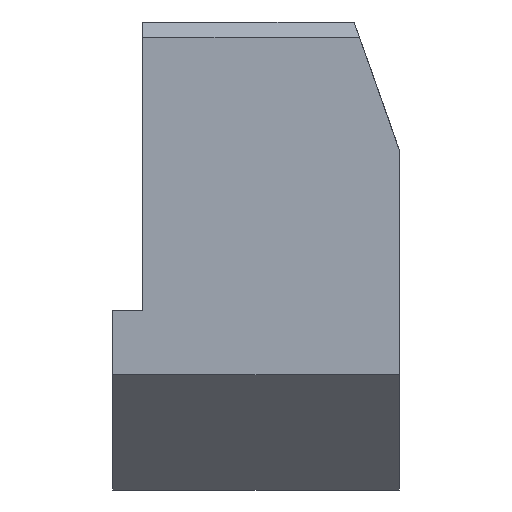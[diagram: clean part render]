
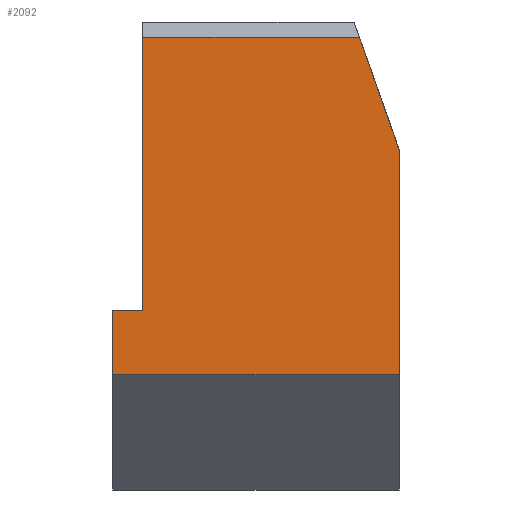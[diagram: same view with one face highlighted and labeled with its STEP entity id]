
A CAD part, left-side view. The second image highlights one B-rep face of the part: STEP entity #2092.
In plain terms, the highlighted planar face has unit normal (-1, 0, 0).
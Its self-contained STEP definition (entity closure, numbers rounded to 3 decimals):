
#156=FACE_OUTER_BOUND('',#274,.T.);
#274=EDGE_LOOP('',(#1547,#1548,#1549,#1550,#1551,#1552,#1553));
#374=LINE('',#2878,#616);
#403=LINE('',#2939,#645);
#458=LINE('',#3060,#700);
#472=LINE('',#3090,#714);
#475=LINE('',#3095,#717);
#476=LINE('',#3097,#718);
#477=LINE('',#3098,#719);
#616=VECTOR('',#2358,10.);
#645=VECTOR('',#2393,10.);
#700=VECTOR('',#2500,10.);
#714=VECTOR('',#2528,10.);
#717=VECTOR('',#2533,10.);
#718=VECTOR('',#2534,10.);
#719=VECTOR('',#2535,10.);
#861=VERTEX_POINT('',#2875);
#862=VERTEX_POINT('',#2877);
#891=VERTEX_POINT('',#2937);
#930=VERTEX_POINT('',#3057);
#931=VERTEX_POINT('',#3059);
#940=VERTEX_POINT('',#3089);
#942=VERTEX_POINT('',#3096);
#1065=EDGE_CURVE('',#862,#861,#374,.T.);
#1096=EDGE_CURVE('',#891,#861,#403,.T.);
#1156=EDGE_CURVE('',#931,#930,#458,.T.);
#1172=EDGE_CURVE('',#931,#940,#472,.T.);
#1175=EDGE_CURVE('',#930,#862,#475,.T.);
#1176=EDGE_CURVE('',#891,#942,#476,.T.);
#1177=EDGE_CURVE('',#940,#942,#477,.T.);
#1547=ORIENTED_EDGE('',*,*,#1175,.T.);
#1548=ORIENTED_EDGE('',*,*,#1065,.T.);
#1549=ORIENTED_EDGE('',*,*,#1096,.F.);
#1550=ORIENTED_EDGE('',*,*,#1176,.T.);
#1551=ORIENTED_EDGE('',*,*,#1177,.F.);
#1552=ORIENTED_EDGE('',*,*,#1172,.F.);
#1553=ORIENTED_EDGE('',*,*,#1156,.T.);
#2008=PLANE('',#2242);
#2092=ADVANCED_FACE('',(#156),#2008,.T.);
#2242=AXIS2_PLACEMENT_3D('',#3094,#2531,#2532);
#2358=DIRECTION('',(0.,0.,-1.));
#2393=DIRECTION('',(0.,-1.,0.));
#2500=DIRECTION('',(0.,0.333,0.943));
#2528=DIRECTION('',(0.,0.,-1.));
#2531=DIRECTION('center_axis',(-1.,0.,0.));
#2532=DIRECTION('ref_axis',(0.,0.,
-1.));
#2533=DIRECTION('',(0.,1.,0.));
#2534=DIRECTION('',(0.,0.,-1.));
#2535=DIRECTION('',(0.,1.,0.));
#2875=CARTESIAN_POINT('',(12.,0.,-48.612));
#2877=CARTESIAN_POINT('',(12.,0.,-30.5));
#2878=CARTESIAN_POINT('',(12.,0.,-48.004));
#2937=CARTESIAN_POINT('',(12.,2.,-48.612));
#2939=CARTESIAN_POINT('',(12.,2.,-48.612));
#3057=CARTESIAN_POINT('',(12.,-14.353,-30.5));
#3059=CARTESIAN_POINT('',(12.,-17.,-38.));
#3060=CARTESIAN_POINT('',(12.,-17.,-38.));
#3089=CARTESIAN_POINT('',(12.,-17.,-52.871));
#3090=CARTESIAN_POINT('',(12.,-17.,-29.5));
#3094=CARTESIAN_POINT('Origin',(12.,0.,-50.007));
#3095=CARTESIAN_POINT('',(12.,-7.,-30.5));
#3096=CARTESIAN_POINT('',(12.,2.,-52.871));
#3097=CARTESIAN_POINT('',(12.,2.,-54.313));
#3098=CARTESIAN_POINT('',(12.,-17.,-52.871));
